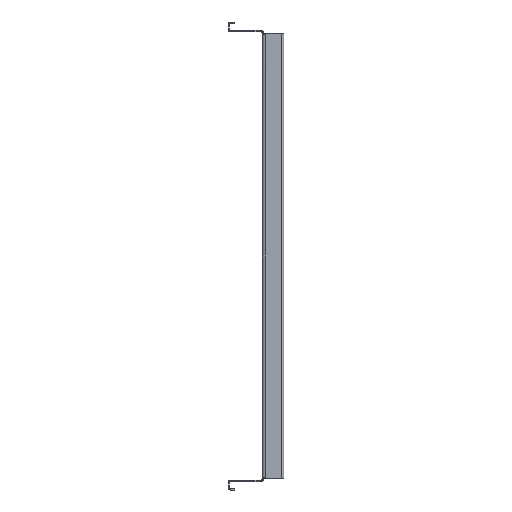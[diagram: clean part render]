
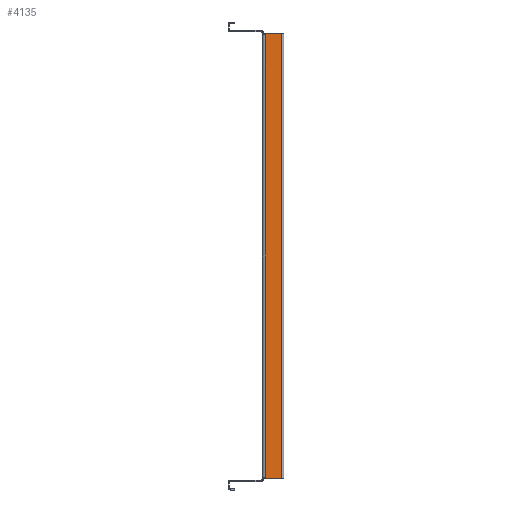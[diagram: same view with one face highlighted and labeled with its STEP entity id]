
A CAD part, left-side view. The second image highlights one B-rep face of the part: STEP entity #4135.
In plain terms, the highlighted planar face has unit normal (-1, 0, 0).
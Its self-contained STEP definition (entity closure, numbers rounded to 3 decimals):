
#29 = VECTOR ( 'NONE', #3691, 1000. ) ;
#175 = VECTOR ( 'NONE', #5836, 1000. ) ;
#190 = ORIENTED_EDGE ( 'NONE', *, *, #13737, .F. ) ;
#617 = DIRECTION ( 'NONE',  ( -1., 0., 0. ) ) ;
#733 = ORIENTED_EDGE ( 'NONE', *, *, #1058, .F. ) ;
#1049 = ORIENTED_EDGE ( 'NONE', *, *, #8195, .F. ) ;
#1058 = EDGE_CURVE ( 'NONE', #1900, #3994, #13810, .T. ) ;
#1085 = CARTESIAN_POINT ( 'NONE',  ( -232., -56.601, -343. ) ) ;
#1113 = CARTESIAN_POINT ( 'NONE',  ( -232., -4., -341.924 ) ) ;
#1517 = DIRECTION ( 'NONE',  ( -1., 0., 0. ) ) ;
#1900 = VERTEX_POINT ( 'NONE', #1973 ) ;
#1973 = CARTESIAN_POINT ( 'NONE',  ( -232., -4.2, 343. ) ) ;
#2498 = CARTESIAN_POINT ( 'NONE',  ( -232., -29., -343. ) ) ;
#2990 = AXIS2_PLACEMENT_3D ( 'NONE', #11289, #1517, #15036 ) ;
#3028 = EDGE_CURVE ( 'NONE', #3994, #9476, #9151, .T. ) ;
#3047 = ORIENTED_EDGE ( 'NONE', *, *, #3028, .F. ) ;
#3062 = CARTESIAN_POINT ( 'NONE',  ( -232., -1.2, -343. ) ) ;
#3453 = LINE ( 'NONE', #1085, #29 ) ;
#3553 = VERTEX_POINT ( 'NONE', #12073 ) ;
#3691 = DIRECTION ( 'NONE',  ( 0., 1., 0. ) ) ;
#3994 = VERTEX_POINT ( 'NONE', #4948 ) ;
#4021 = CIRCLE ( 'NONE', #2990, 3. ) ;
#4135 = ADVANCED_FACE ( 'NONE', ( #14214 ), #4366, .T. ) ;
#4366 = PLANE ( 'NONE',  #9829 ) ;
#4948 = CARTESIAN_POINT ( 'NONE',  ( -232., -29., 343. ) ) ;
#5254 = DIRECTION ( 'NONE',  ( 0., -1., 0. ) ) ;
#5836 = DIRECTION ( 'NONE',  ( 0., 0., -1. ) ) ;
#5848 = VECTOR ( 'NONE', #5254, 1000. ) ;
#7758 = DIRECTION ( 'NONE',  ( -1., 0., 0. ) ) ;
#7872 = AXIS2_PLACEMENT_3D ( 'NONE', #3062, #7758, #9064 ) ;
#8113 = DIRECTION ( 'NONE',  ( 0., 0., -1. ) ) ;
#8195 = EDGE_CURVE ( 'NONE', #9476, #15666, #3453, .T. ) ;
#8618 = VECTOR ( 'NONE', #8113, 1000. ) ;
#8669 = ORIENTED_EDGE ( 'NONE', *, *, #11205, .F. ) ;
#8788 = EDGE_CURVE ( 'NONE', #3553, #11128, #9338, .T. ) ;
#9064 = DIRECTION ( 'NONE',  ( 0., 0., 1. ) ) ;
#9151 = LINE ( 'NONE', #14459, #175 ) ;
#9241 = CARTESIAN_POINT ( 'NONE',  ( -232., 228.8, 0. ) ) ;
#9259 = CARTESIAN_POINT ( 'NONE',  ( -232., -4., 0. ) ) ;
#9338 = LINE ( 'NONE', #9259, #8618 ) ;
#9476 = VERTEX_POINT ( 'NONE', #2498 ) ;
#9829 = AXIS2_PLACEMENT_3D ( 'NONE', #9241, #617, #14135 ) ;
#10206 = CARTESIAN_POINT ( 'NONE',  ( -232., -56.601, 343. ) ) ;
#11128 = VERTEX_POINT ( 'NONE', #1113 ) ;
#11205 = EDGE_CURVE ( 'NONE', #15666, #11128, #14911, .T. ) ;
#11289 = CARTESIAN_POINT ( 'NONE',  ( -232., -1.2, 343. ) ) ;
#12073 = CARTESIAN_POINT ( 'NONE',  ( -232., -4., 341.924 ) ) ;
#13737 = EDGE_CURVE ( 'NONE', #3553, #1900, #4021, .T. ) ;
#13810 = LINE ( 'NONE', #10206, #5848 ) ;
#13929 = CARTESIAN_POINT ( 'NONE',  ( -232., -4.2, -343. ) ) ;
#14081 = ORIENTED_EDGE ( 'NONE', *, *, #8788, .T. ) ;
#14135 = DIRECTION ( 'NONE',  ( 0., 0., 1. ) ) ;
#14214 = FACE_OUTER_BOUND ( 'NONE', #14827, .T. ) ;
#14459 = CARTESIAN_POINT ( 'NONE',  ( -232., -29., 0. ) ) ;
#14827 = EDGE_LOOP ( 'NONE', ( #190, #14081, #8669, #1049, #3047, #733 ) ) ;
#14911 = CIRCLE ( 'NONE', #7872, 3. ) ;
#15036 = DIRECTION ( 'NONE',  ( 0., 0., -1. ) ) ;
#15666 = VERTEX_POINT ( 'NONE', #13929 ) ;
